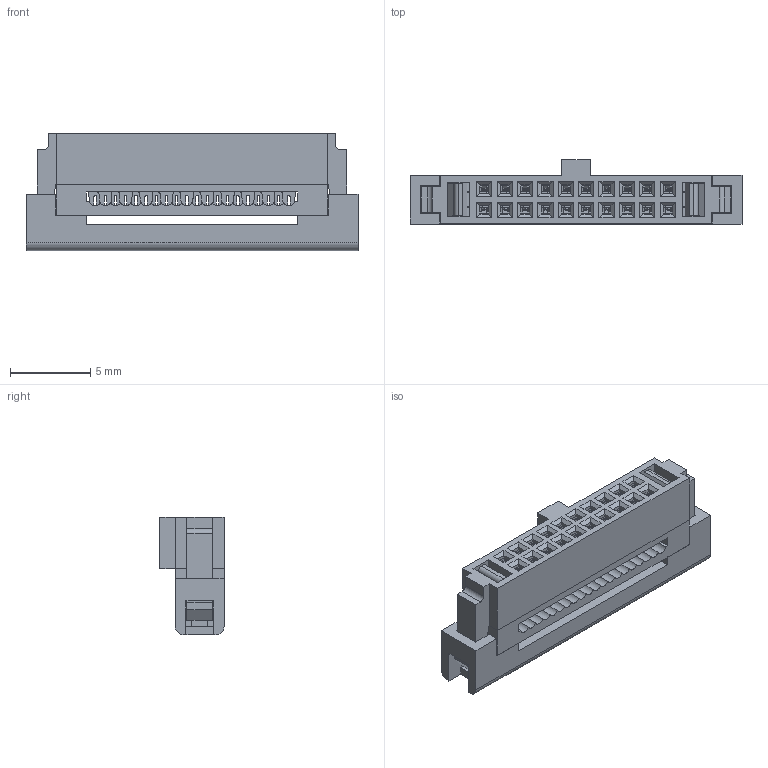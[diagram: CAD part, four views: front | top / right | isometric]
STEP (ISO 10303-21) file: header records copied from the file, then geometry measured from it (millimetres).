
FILE_DESCRIPTION(('FreeCAD Model'),'2;1');
FILE_NAME('Open CASCADE Shape Model','2023-09-25T12:07:29',(''),(''), 'Open CASCADE STEP processor 7.6','FreeCAD','Unknown');
FILE_SCHEMA(('AUTOMOTIVE_DESIGN { 1 0 10303 214 1 1 1 1 }'));
Length unit declared in the file: millimetre
Products named in the file (5): 4412SR-20; 801-4412-20-CK; 801-4412-20-ZIF; 802-4412-440XX; 4412-3-20
Assembly tree (23 placements, depth 2):
  4412SR-20
    801-4412-20-CK
    801-4412-20-ZIF
    802-4412-440XX  x20
    4412-3-20
Bounding box: 20.69 x 4 x 7.3 mm (x, y, z)
Volume: 313.3 mm3; surface area: 1428.3 mm2
Topology: 23 solids, 23 shells, 3396 faces, 9218 edges, 5888 vertices
Faces by surface type: plane 2130, cylinder 1146, bspline 80, cone 40
Entity records: 51636 total; most frequent: CARTESIAN_POINT 9204, DIRECTION 7933, LINE 5654, VECTOR 5654, ORIENTED_EDGE 4148, PCURVE 4148, DEFINITIONAL_REPRESENTATION 4148, EDGE_CURVE 2074
